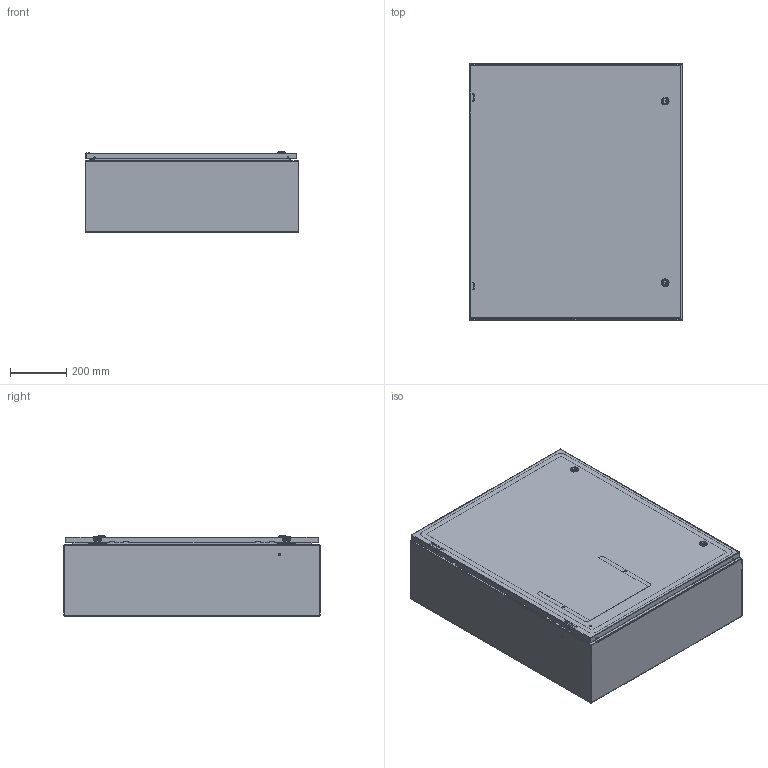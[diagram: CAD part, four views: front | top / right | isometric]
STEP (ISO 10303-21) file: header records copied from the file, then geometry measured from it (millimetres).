
FILE_DESCRIPTION (( 'STEP AP214' ), '1' );
FILE_NAME ('SCE-36EL3010LP.STEP', '2022-10-13T18:29:57', ( '' ), ( '' ), 'SwSTEP 2.0', 'SolidWorks 2021', '' );
FILE_SCHEMA (( 'AUTOMOTIVE_DESIGN' ));
Length unit declared in the file: inch
Products named in the file (1): SCE-36EL3010LP
Bounding box: 762 x 914.4 x 285.25 mm (x, y, z)
Volume: 7000534.6 mm3; surface area: 6528733.9 mm2
Topology: 49 solids, 49 shells, 2509 faces, 6441 edges, 4076 vertices
Faces by surface type: plane 993, cylinder 866, bspline 400, cone 106, torus 94, sphere 50
Entity records: 129757 total; most frequent: CARTESIAN_POINT 37651, ORIENTED_EDGE 12838, DIRECTION 11665, EDGE_CURVE 6419, AXIS2_PLACEMENT_3D 4244, VERTEX_POINT 4076, LINE 3177, VECTOR 3177
